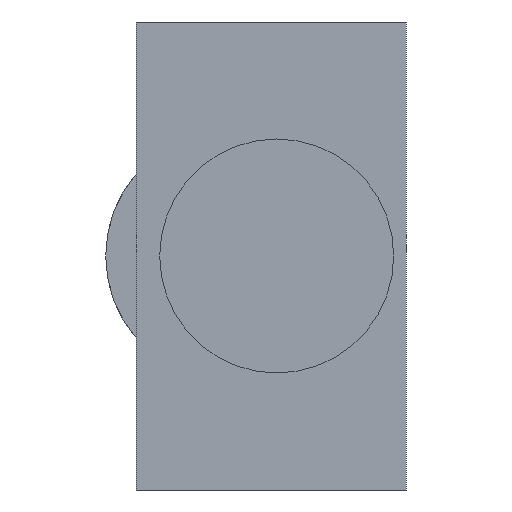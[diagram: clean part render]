
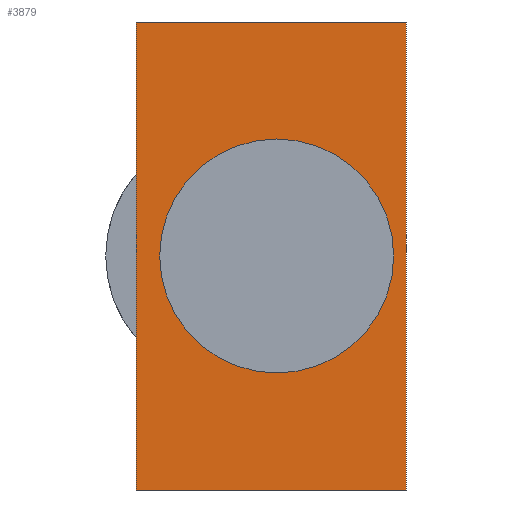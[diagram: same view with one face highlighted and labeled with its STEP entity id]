
A CAD part, left-side view. The second image highlights one B-rep face of the part: STEP entity #3879.
In plain terms, the highlighted planar face has unit normal (-1, 0, 0).
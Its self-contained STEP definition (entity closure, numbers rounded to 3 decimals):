
#21=DIRECTION('',(0.,-1.,0.));
#22=VECTOR('',#21,15.);
#23=CARTESIAN_POINT('',(0.,15.,0.));
#24=LINE('',#23,#22);
#491=DIRECTION('',(0.,0.,1.));
#492=VECTOR('',#491,26.);
#493=CARTESIAN_POINT('',(0.,15.,-26.));
#494=LINE('',#493,#492);
#535=DIRECTION('',(0.,-1.,0.));
#536=VECTOR('',#535,15.);
#537=CARTESIAN_POINT('',(0.,15.,-26.));
#538=LINE('',#537,#536);
#539=DIRECTION('',(0.,0.,1.));
#540=VECTOR('',#539,26.);
#541=CARTESIAN_POINT('',(0.,0.,-26.));
#542=LINE('',#541,#540);
#543=CARTESIAN_POINT('',(0.,7.2,-13.));
#544=DIRECTION('',(1.,0.,0.));
#545=DIRECTION('',(0.,0.,-1.));
#546=AXIS2_PLACEMENT_3D('',#543,#544,#545);
#548=CARTESIAN_POINT('',(0.,7.2,-13.));
#549=DIRECTION('',(1.,0.,0.));
#550=DIRECTION('',(0.,0.,1.));
#551=AXIS2_PLACEMENT_3D('',#548,#549,#550);
#2615=CARTESIAN_POINT('',(0.,0.,-26.));
#2616=VERTEX_POINT('',#2615);
#2617=CARTESIAN_POINT('',(0.,15.,-26.));
#2618=VERTEX_POINT('',#2617);
#2635=CARTESIAN_POINT('',(0.,0.,0.));
#2636=VERTEX_POINT('',#2635);
#2639=CARTESIAN_POINT('',(0.,7.2,-6.5));
#2640=CARTESIAN_POINT('',(0.,7.2,-19.5));
#2641=VERTEX_POINT('',#2639);
#2642=VERTEX_POINT('',#2640);
#2643=CARTESIAN_POINT('',(0.,15.,0.));
#2644=VERTEX_POINT('',#2643);
#3861=CARTESIAN_POINT('',(0.,7.5,-13.));
#3862=DIRECTION('',(1.,0.,0.));
#3863=DIRECTION('',(0.,-1.,0.));
#3864=AXIS2_PLACEMENT_3D('',#3861,#3862,#3863);
#3865=PLANE('',#3864);
#3866=ORIENTED_EDGE('',*,*,#3771,.F.);
#3867=ORIENTED_EDGE('',*,*,#3832,.T.);
#3868=ORIENTED_EDGE('',*,*,#3448,.T.);
#3870=ORIENTED_EDGE('',*,*,#3869,.F.);
#3871=EDGE_LOOP('',(#3866,#3867,#3868,#3870));
#3872=FACE_OUTER_BOUND('',#3871,.F.);
#3874=ORIENTED_EDGE('',*,*,#3873,.F.);
#3876=ORIENTED_EDGE('',*,*,#3875,.F.);
#3877=EDGE_LOOP('',(#3874,#3876));
#3878=FACE_BOUND('',#3877,.F.);
#3879=ADVANCED_FACE('',(#3872,#3878),#3865,.F.);
#547=CIRCLE('',#546,6.5);
#552=CIRCLE('',#551,6.5);
#3448=EDGE_CURVE('',#2644,#2636,#24,.T.);
#3771=EDGE_CURVE('',#2618,#2616,#538,.T.);
#3832=EDGE_CURVE('',#2618,#2644,#494,.T.);
#3869=EDGE_CURVE('',#2616,#2636,#542,.T.);
#3873=EDGE_CURVE('',#2642,#2641,#547,.T.);
#3875=EDGE_CURVE('',#2641,#2642,#552,.T.);
